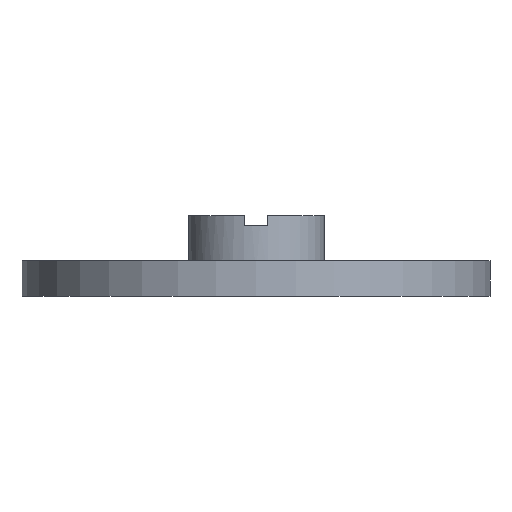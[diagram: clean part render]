
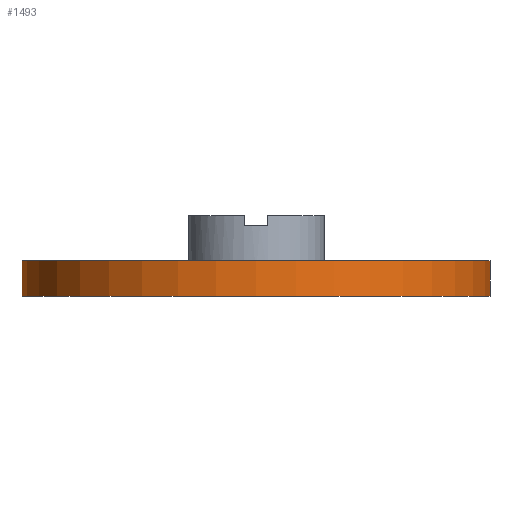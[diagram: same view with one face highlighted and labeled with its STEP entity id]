
A CAD part, front view. The second image highlights one B-rep face of the part: STEP entity #1493.
In plain terms, the highlighted cylindrical face has radius 22.95 mm (diameter 45.9 mm), a partial arc.
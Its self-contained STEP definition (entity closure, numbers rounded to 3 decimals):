
#83=CIRCLE('',#1644,22.95);
#85=CIRCLE('',#1648,22.95);
#116=CYLINDRICAL_SURFACE('',#1652,22.95);
#191=FACE_OUTER_BOUND('',#269,.T.);
#269=EDGE_LOOP('',(#1313,#1314,#1315,#1316));
#402=LINE('',#2485,#551);
#420=LINE('',#2521,#569);
#551=VECTOR('',#2033,10.);
#569=VECTOR('',#2061,10.);
#702=VERTEX_POINT('',#2482);
#703=VERTEX_POINT('',#2484);
#715=VERTEX_POINT('',#2518);
#716=VERTEX_POINT('',#2520);
#908=EDGE_CURVE('',#703,#702,#402,.T.);
#926=EDGE_CURVE('',#716,#715,#420,.T.);
#931=EDGE_CURVE('',#702,#716,#83,.T.);
#933=EDGE_CURVE('',#703,#715,#85,.T.);
#1313=ORIENTED_EDGE('',*,*,#908,.T.);
#1314=ORIENTED_EDGE('',*,*,#931,.T.);
#1315=ORIENTED_EDGE('',*,*,#926,.T.);
#1316=ORIENTED_EDGE('',*,*,#933,.F.);
#1493=ADVANCED_FACE('',(#191),#116,.T.);
#1644=AXIS2_PLACEMENT_3D('',#2529,#2075,#2076);
#1648=AXIS2_PLACEMENT_3D('',#2533,#2083,#2084);
#1652=AXIS2_PLACEMENT_3D('',#2537,#2091,#2092);
#2033=DIRECTION('',(0.,0.,-1.));
#2061=DIRECTION('',(0.,0.,1.));
#2075=DIRECTION('center_axis',(0.,0.,1.));
#2076=DIRECTION('ref_axis',(1.,0.,0.));
#2083=DIRECTION('center_axis',(0.,0.,1.));
#2084=DIRECTION('ref_axis',(1.,0.,0.));
#2091=DIRECTION('center_axis',(0.,0.,1.));
#2092=DIRECTION('ref_axis',(1.,0.,0.));
#2482=CARTESIAN_POINT('',(-22.928,-1.,0.));
#2484=CARTESIAN_POINT('',(-22.928,-1.,3.5));
#2485=CARTESIAN_POINT('',(-22.928,-1.,0.));
#2518=CARTESIAN_POINT('',(22.928,-1.,3.5));
#2520=CARTESIAN_POINT('',(22.928,-1.,0.));
#2521=CARTESIAN_POINT('',(22.928,-1.,0.));
#2529=CARTESIAN_POINT('Origin',(0.,0.,0.));
#2533=CARTESIAN_POINT('Origin',(0.,0.,3.5));
#2537=CARTESIAN_POINT('Origin',(0.,0.,0.));
